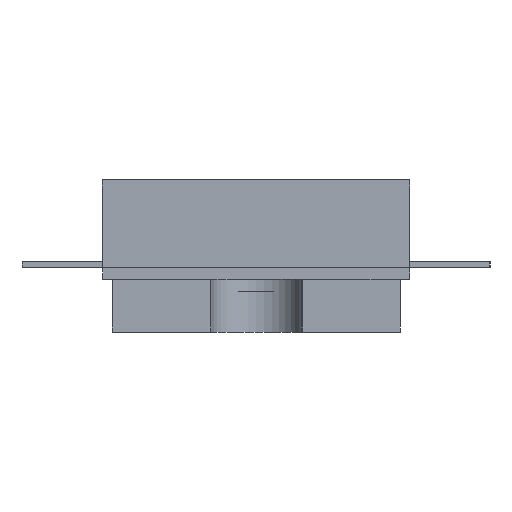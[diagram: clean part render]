
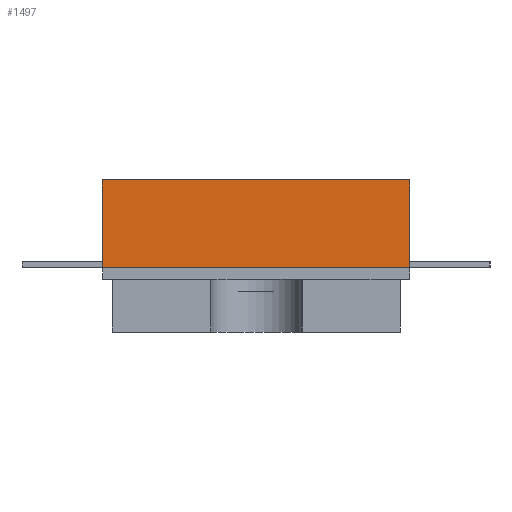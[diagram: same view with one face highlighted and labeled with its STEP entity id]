
A CAD part, left-side view. The second image highlights one B-rep face of the part: STEP entity #1497.
In plain terms, the highlighted planar face has unit normal (-1, 0, 0).
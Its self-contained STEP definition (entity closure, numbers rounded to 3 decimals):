
#1497=ADVANCED_FACE('',(#3171),#3173,.T.);
#3171=FACE_BOUND('',#3172,.T.);
#3172=EDGE_LOOP('',(#4714,#4715,#4716,#4717,#4718,#4719));
#3173=PLANE('',#3174);
#3174=AXIS2_PLACEMENT_3D('',#3175,#3176,#3177);
#3175=CARTESIAN_POINT('',(-11.25,5.255,2.2));
#3176=DIRECTION('',(-1.,0.,0.));
#3177=DIRECTION('',(0.,-1.,0.));
#4714=ORIENTED_EDGE('',*,*,#5645,.T.);
#4715=ORIENTED_EDGE('',*,*,#5646,.T.);
#4716=ORIENTED_EDGE('',*,*,#5647,.T.);
#4717=ORIENTED_EDGE('',*,*,#5184,.F.);
#4718=ORIENTED_EDGE('',*,*,#5648,.F.);
#4719=ORIENTED_EDGE('',*,*,#5649,.T.);
#5184=EDGE_CURVE('',#5823,#5824,#5825,.T.);
#5645=EDGE_CURVE('',#6588,#6589,#6590,.T.);
#5646=EDGE_CURVE('',#6589,#6591,#6592,.T.);
#5647=EDGE_CURVE('',#6591,#5824,#6593,.T.);
#5648=EDGE_CURVE('',#6594,#5823,#6595,.T.);
#5649=EDGE_CURVE('',#6594,#6588,#6596,.T.);
#5823=VERTEX_POINT('',#6892);
#5824=VERTEX_POINT('',#6893);
#5825=LINE('',#6894,#6895);
#6588=VERTEX_POINT('',#8609);
#6589=VERTEX_POINT('',#8610);
#6590=LINE('',#8611,#8612);
#6591=VERTEX_POINT('',#8614);
#6592=LINE('',#8615,#8616);
#6593=LINE('',#8618,#8619);
#6594=VERTEX_POINT('',#8621);
#6595=LINE('',#8622,#8623);
#6596=LINE('',#8625,#8626);
#6892=CARTESIAN_POINT('',(-11.25,5.255,5.2));
#6893=CARTESIAN_POINT('',(-11.25,-5.255,5.2));
#6894=CARTESIAN_POINT('',(-11.25,5.255,5.2));
#6895=VECTOR('',#6896,1.);
#6896=DIRECTION('',(0.,-1.,0.));
#8609=CARTESIAN_POINT('',(-11.25,5.25,2.2));
#8610=CARTESIAN_POINT('',(-11.25,-5.25,2.2));
#8611=CARTESIAN_POINT('',(-11.25,5.25,2.2));
#8612=VECTOR('',#8613,1.);
#8613=DIRECTION('',(0.,-1.,0.));
#8614=CARTESIAN_POINT('',(-11.25,-5.255,2.2));
#8615=CARTESIAN_POINT('',(-11.25,-5.25,2.2));
#8616=VECTOR('',#8617,1.);
#8617=DIRECTION('',(0.,-1.,0.));
#8618=CARTESIAN_POINT('',(-11.25,-5.255,2.2));
#8619=VECTOR('',#8620,1.);
#8620=DIRECTION('',(0.,0.,1.));
#8621=CARTESIAN_POINT('',(-11.25,5.255,2.2));
#8622=CARTESIAN_POINT('',(-11.25,5.255,2.2));
#8623=VECTOR('',#8624,1.);
#8624=DIRECTION('',(0.,0.,1.));
#8625=CARTESIAN_POINT('',(-11.25,5.255,2.2));
#8626=VECTOR('',#8627,1.);
#8627=DIRECTION('',(0.,-1.,0.));
